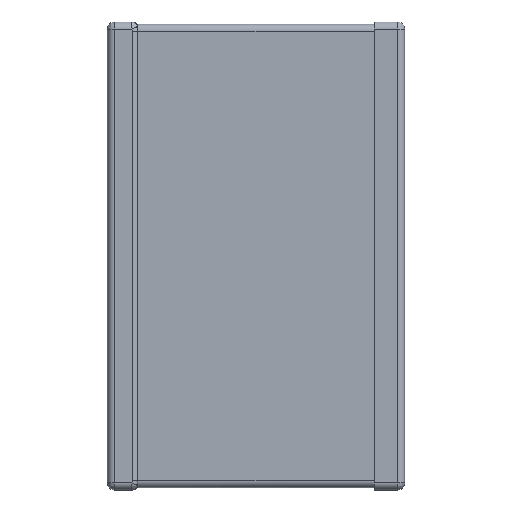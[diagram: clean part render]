
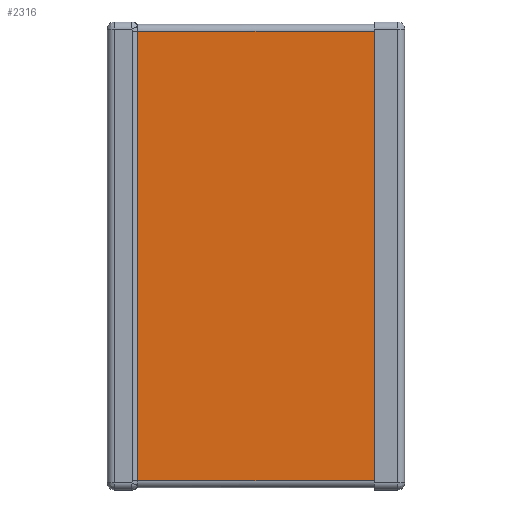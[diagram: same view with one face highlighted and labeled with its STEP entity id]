
A CAD part, front view. The second image highlights one B-rep face of the part: STEP entity #2316.
In plain terms, the highlighted planar face has unit normal (0, -1, 0).
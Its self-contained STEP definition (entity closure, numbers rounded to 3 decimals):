
#35 = CARTESIAN_POINT ( 'NONE',  ( 0.505, 0.01, 0.96 ) ) ;
#54 = DIRECTION ( 'NONE',  ( 0., -1., 0. ) ) ;
#133 = EDGE_LOOP ( 'NONE', ( #1572, #2502, #660, #1005 ) ) ;
#208 = LINE ( 'NONE', #1021, #777 ) ;
#349 = VERTEX_POINT ( 'NONE', #1160 ) ;
#381 = LINE ( 'NONE', #1730, #1544 ) ;
#581 = CARTESIAN_POINT ( 'NONE',  ( -0.505, 0.01, -0.96 ) ) ;
#652 = DIRECTION ( 'NONE',  ( 0., 0., 1. ) ) ;
#660 = ORIENTED_EDGE ( 'NONE', *, *, #828, .T. ) ;
#777 = VECTOR ( 'NONE', #2473, 1000. ) ;
#828 = EDGE_CURVE ( 'NONE', #1469, #1817, #381, .T. ) ;
#848 = VECTOR ( 'NONE', #2090, 1000. ) ;
#858 = AXIS2_PLACEMENT_3D ( 'NONE', #1540, #54, #1325 ) ;
#904 = PLANE ( 'NONE',  #858 ) ;
#1005 = ORIENTED_EDGE ( 'NONE', *, *, #1234, .F. ) ;
#1021 = CARTESIAN_POINT ( 'NONE',  ( -0.505, 0.01, -1. ) ) ;
#1086 = LINE ( 'NONE', #35, #2687 ) ;
#1106 = VERTEX_POINT ( 'NONE', #2091 ) ;
#1160 = CARTESIAN_POINT ( 'NONE',  ( -0.505, 0.01, 0.96 ) ) ;
#1234 = EDGE_CURVE ( 'NONE', #349, #1817, #1086, .T. ) ;
#1325 = DIRECTION ( 'NONE',  ( 0., 0., -1. ) ) ;
#1469 = VERTEX_POINT ( 'NONE', #1834 ) ;
#1485 = EDGE_CURVE ( 'NONE', #349, #1106, #208, .T. ) ;
#1540 = CARTESIAN_POINT ( 'NONE',  ( -0.505, 0.01, -1. ) ) ;
#1544 = VECTOR ( 'NONE', #652, 1000. ) ;
#1572 = ORIENTED_EDGE ( 'NONE', *, *, #1485, .T. ) ;
#1730 = CARTESIAN_POINT ( 'NONE',  ( 0.505, 0.01, -1. ) ) ;
#1817 = VERTEX_POINT ( 'NONE', #2271 ) ;
#1834 = CARTESIAN_POINT ( 'NONE',  ( 0.505, 0.01, -0.96 ) ) ;
#1928 = DIRECTION ( 'NONE',  ( 1., 0., 0. ) ) ;
#1961 = LINE ( 'NONE', #581, #848 ) ;
#2090 = DIRECTION ( 'NONE',  ( 1., 0., 0. ) ) ;
#2091 = CARTESIAN_POINT ( 'NONE',  ( -0.505, 0.01, -0.96 ) ) ;
#2111 = EDGE_CURVE ( 'NONE', #1106, #1469, #1961, .T. ) ;
#2271 = CARTESIAN_POINT ( 'NONE',  ( 0.505, 0.01, 0.96 ) ) ;
#2316 = ADVANCED_FACE ( 'NONE', ( #2510 ), #904, .T. ) ;
#2473 = DIRECTION ( 'NONE',  ( 0., 0., -1. ) ) ;
#2502 = ORIENTED_EDGE ( 'NONE', *, *, #2111, .T. ) ;
#2510 = FACE_OUTER_BOUND ( 'NONE', #133, .T. ) ;
#2687 = VECTOR ( 'NONE', #1928, 1000. ) ;
